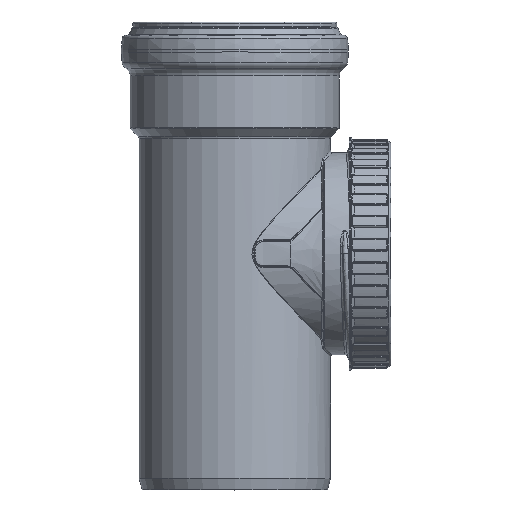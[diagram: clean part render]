
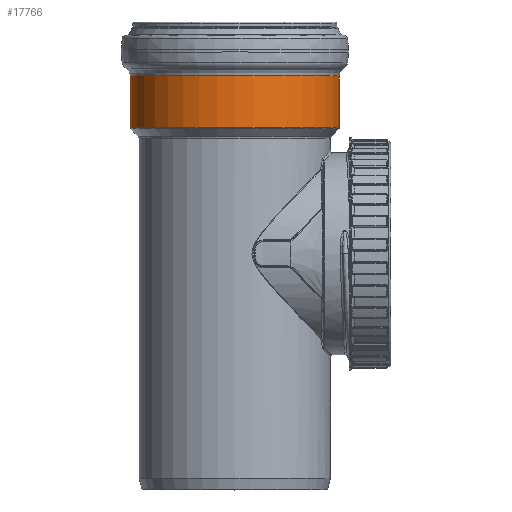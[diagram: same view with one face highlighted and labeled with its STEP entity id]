
A CAD part, top view. The second image highlights one B-rep face of the part: STEP entity #17766.
In plain terms, the highlighted cylindrical face has radius 60.25 mm (diameter 120.5 mm), a full revolution.
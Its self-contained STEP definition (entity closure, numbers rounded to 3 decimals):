
#1173=FACE_OUTER_BOUND('',#2367,.T.);
#2367=EDGE_LOOP('',(#12532,#12533,#12534,#12535,#12536,#12537));
#4460=CIRCLE('',#19146,60.25);
#4462=CIRCLE('',#19148,60.25);
#4463=CIRCLE('',#19150,60.25);
#4464=CIRCLE('',#19151,60.25);
#5577=LINE('',#32979,#6257);
#6257=VECTOR('',#21701,60.25);
#7180=VERTEX_POINT('',#32969);
#7181=VERTEX_POINT('',#32970);
#7182=VERTEX_POINT('',#32975);
#7183=VERTEX_POINT('',#32976);
#9099=EDGE_CURVE('',#7180,#7181,#4460,.T.);
#9101=EDGE_CURVE('',#7181,#7180,#4462,.T.);
#9102=EDGE_CURVE('',#7182,#7183,#4463,.T.);
#9103=EDGE_CURVE('',#7183,#7182,#4464,.T.);
#9104=EDGE_CURVE('',#7183,#7181,#5577,.T.);
#12532=ORIENTED_EDGE('',*,*,#9102,.F.);
#12533=ORIENTED_EDGE('',*,*,#9103,.F.);
#12534=ORIENTED_EDGE('',*,*,#9104,.T.);
#12535=ORIENTED_EDGE('',*,*,#9101,.T.);
#12536=ORIENTED_EDGE('',*,*,#9099,.T.);
#12537=ORIENTED_EDGE('',*,*,#9104,.F.);
#17225=CYLINDRICAL_SURFACE('',#19149,60.25);
#17766=ADVANCED_FACE('',(#1173),#17225,.T.);
#19146=AXIS2_PLACEMENT_3D('',#32971,#21689,#21690);
#19148=AXIS2_PLACEMENT_3D('',#32973,#21693,#21694);
#19149=AXIS2_PLACEMENT_3D('',#32974,#21695,#21696);
#19150=AXIS2_PLACEMENT_3D('',#32977,#21697,#21698);
#19151=AXIS2_PLACEMENT_3D('',#32978,#21699,#21700);
#21689=DIRECTION('center_axis',(0.,1.,0.));
#21690=DIRECTION('ref_axis',(1.,0.,0.));
#21693=DIRECTION('center_axis',(0.,1.,0.));
#21694=DIRECTION('ref_axis',(1.,0.,0.));
#21695=DIRECTION('center_axis',(0.,1.,0.));
#21696=DIRECTION('ref_axis',(-1.,0.,0.));
#21697=DIRECTION('center_axis',(0.,1.,0.));
#21698=DIRECTION('ref_axis',(1.,0.,0.));
#21699=DIRECTION('center_axis',(0.,1.,0.));
#21700=DIRECTION('ref_axis',(1.,0.,0.));
#21701=DIRECTION('',(0.,-1.,0.));
#32969=CARTESIAN_POINT('',(0.,208.719,-60.25));
#32970=CARTESIAN_POINT('',(60.25,208.719,0.));
#32971=CARTESIAN_POINT('Origin',(0.,208.719,
0.));
#32973=CARTESIAN_POINT('Origin',(0.,208.719,
0.));
#32974=CARTESIAN_POINT('Origin',(0.,223.609,
0.));
#32975=CARTESIAN_POINT('',(0.,238.5,-60.25));
#32976=CARTESIAN_POINT('',(60.25,238.5,0.));
#32977=CARTESIAN_POINT('Origin',(0.,238.5,0.));
#32978=CARTESIAN_POINT('Origin',(0.,238.5,0.));
#32979=CARTESIAN_POINT('',(60.25,223.609,0.));
